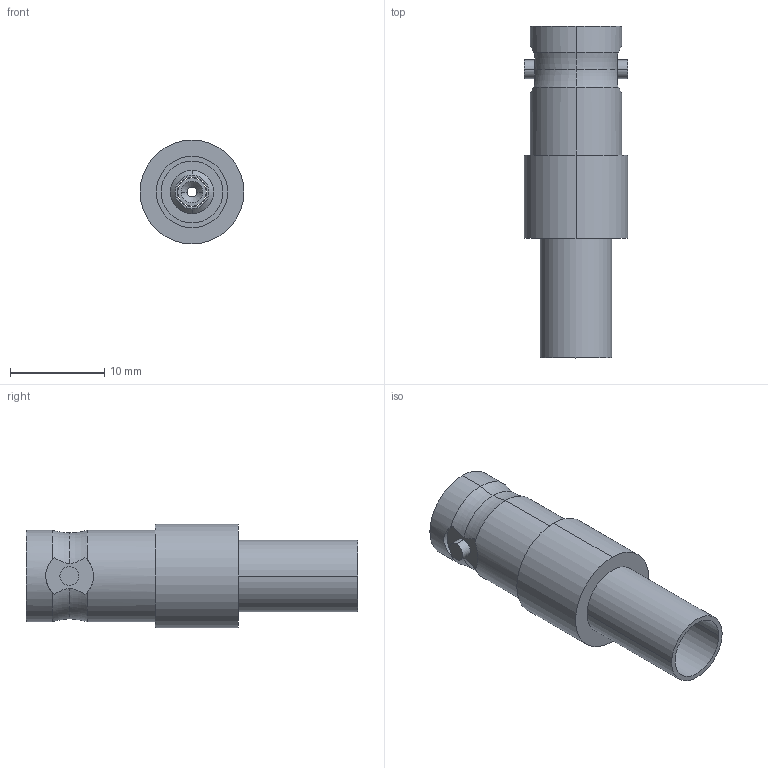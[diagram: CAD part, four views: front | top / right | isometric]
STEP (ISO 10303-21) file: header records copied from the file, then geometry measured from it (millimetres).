
FILE_DESCRIPTION (( 'STEP AP214' ), '1' );
FILE_NAME ('BAC515.STEP', '2006-08-25T19:53:11', ( 'L-COM' ), ( 'L-COM' ), 'SwSTEP 2.0', 'SolidWorks 2006052', '' );
FILE_SCHEMA (( 'AUTOMOTIVE_DESIGN' ));
Length unit declared in the file: inch
Products named in the file (4): BAC515; BAC515-MA1; BAC515-MA2; BAC515-MA3
Assembly tree (3 placements, depth 2):
  BAC515
    BAC515-MA1
    BAC515-MA2
    BAC515-MA3
Bounding box: 11 x 35.2 x 11 mm (x, y, z)
Volume: 1360.9 mm3; surface area: 2571 mm2
Topology: 3 solids, 3 shells, 89 faces, 211 edges, 137 vertices
Faces by surface type: cylinder 38, plane 33, cone 10, torus 8
Entity records: 2931 total; most frequent: CARTESIAN_POINT 689, DIRECTION 468, ORIENTED_EDGE 422, EDGE_CURVE 211, AXIS2_PLACEMENT_3D 206, VERTEX_POINT 137, CIRCLE 111, EDGE_LOOP 104
